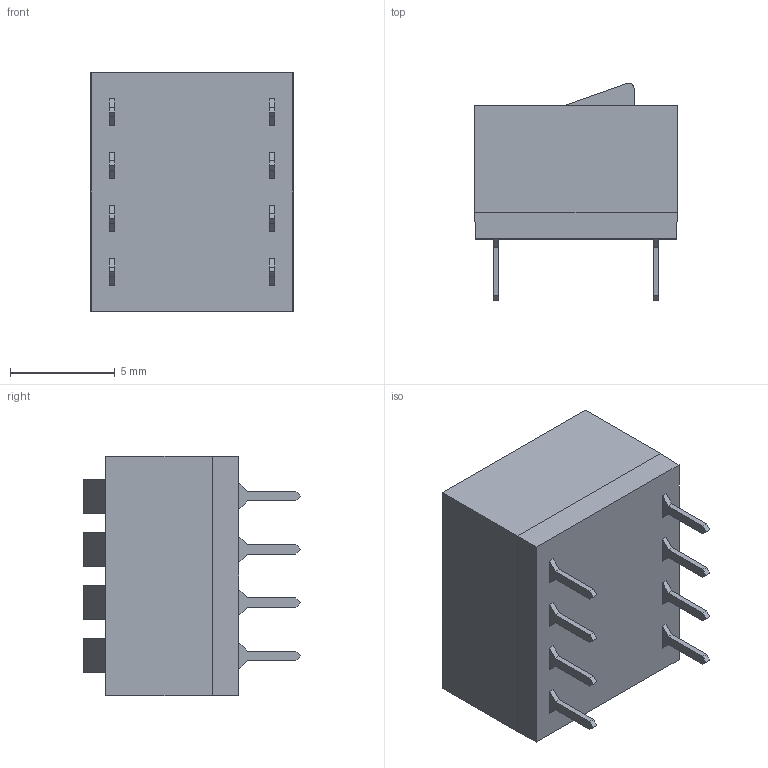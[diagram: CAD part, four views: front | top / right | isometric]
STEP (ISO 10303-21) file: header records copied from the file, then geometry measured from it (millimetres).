
FILE_DESCRIPTION (( 'STEP AP214' ), '1' );
FILE_NAME ('DIPSW8.STEP', '2017-10-11T07:27:01', ( 'UTILISATEUR' ), ( 'Hewlett-Packard Company' ), 'SwSTEP 2.0', 'SolidWorks 2016', '' );
FILE_SCHEMA (( 'AUTOMOTIVE_DESIGN' ));
Length unit declared in the file: inch
Products named in the file (1): DIPSW8
Bounding box: 9.65 x 10.36 x 11.43 mm (x, y, z)
Volume: 707.2 mm3; surface area: 569.8 mm2
Topology: 1 solids, 1 shells, 126 faces, 316 edges, 204 vertices
Faces by surface type: plane 122, cylinder 4
Entity records: 4449 total; most frequent: CARTESIAN_POINT 647, ORIENTED_EDGE 632, DIRECTION 578, EDGE_CURVE 316, LINE 308, VECTOR 308, VERTEX_POINT 204, EDGE_LOOP 138
